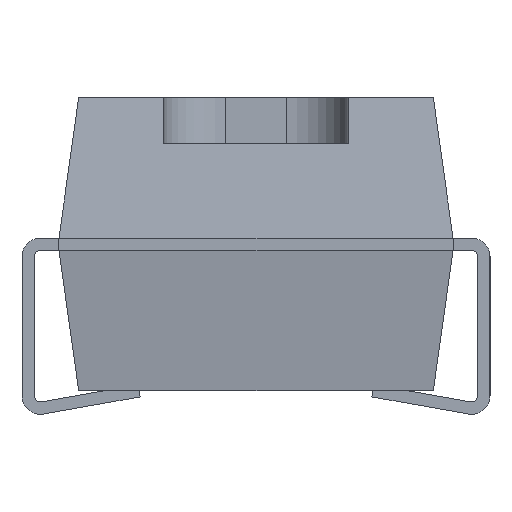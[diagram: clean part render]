
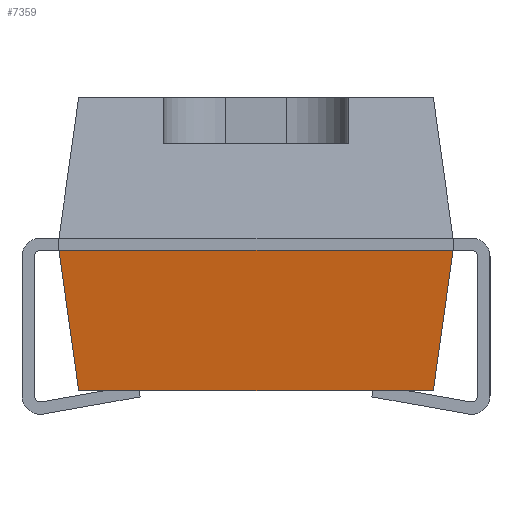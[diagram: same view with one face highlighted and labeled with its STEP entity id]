
A CAD part, left-side view. The second image highlights one B-rep face of the part: STEP entity #7359.
In plain terms, the highlighted planar face has unit normal (-0.99, 0, -0.139).
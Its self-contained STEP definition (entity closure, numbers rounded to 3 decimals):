
#6118 = PLANE('',#6119);
#6119 = AXIS2_PLACEMENT_3D('',#6120,#6121,#6122);
#6120 = CARTESIAN_POINT('',(-4.,1.505,1.33));
#6121 = DIRECTION('',(0.,0.99,-0.139)
  );
#6122 = DIRECTION('',(0.,0.139,0.99)
  );
#6184 = PLANE('',#6185);
#6185 = AXIS2_PLACEMENT_3D('',#6186,#6187,#6188);
#6186 = CARTESIAN_POINT('',(4.,-1.695,1.33));
#6187 = DIRECTION('',(0.,-0.99,-0.139)
  );
#6188 = DIRECTION('',(0.,0.139,-0.99)
  );
#6307 = VERTEX_POINT('',#6308);
#6308 = CARTESIAN_POINT('',(-4.,1.505,1.33));
#6343 = PLANE('',#6344);
#6344 = AXIS2_PLACEMENT_3D('',#6345,#6346,#6347);
#6345 = CARTESIAN_POINT('',(-4.,-1.695,1.43));
#6346 = DIRECTION('',(1.,0.,0.));
#6347 = DIRECTION('',(0.,1.,0.));
#6359 = VERTEX_POINT('',#6360);
#6360 = CARTESIAN_POINT('',(-4.,-1.695,1.33));
#6654 = EDGE_CURVE('',#6307,#6359,#6655,.T.);
#6655 = SURFACE_CURVE('',#6656,(#6660,#6667),.PCURVE_S1.);
#6656 = LINE('',#6657,#6658);
#6657 = CARTESIAN_POINT('',(-4.,-1.695,1.33));
#6658 = VECTOR('',#6659,1.);
#6659 = DIRECTION('',(0.,-1.,0.));
#6660 = PCURVE('',#6343,#6661);
#6661 = DEFINITIONAL_REPRESENTATION('',(#6662),#6666);
#6662 = LINE('',#6663,#6664);
#6663 = CARTESIAN_POINT('',(-0.,-0.1));
#6664 = VECTOR('',#6665,1.);
#6665 = DIRECTION('',(-1.,0.));
#6666 = ( GEOMETRIC_REPRESENTATION_CONTEXT(2) 
PARAMETRIC_REPRESENTATION_CONTEXT() REPRESENTATION_CONTEXT('2D SPACE',''
  ) );
#6667 = PCURVE('',#6668,#6673);
#6668 = PLANE('',#6669);
#6669 = AXIS2_PLACEMENT_3D('',#6670,#6671,#6672);
#6670 = CARTESIAN_POINT('',(-4.,-1.695,1.33));
#6671 = DIRECTION('',(-0.99,0.,-0.139
    ));
#6672 = DIRECTION('',(0.139,0.,-0.99)
  );
#6673 = DEFINITIONAL_REPRESENTATION('',(#6674),#6678);
#6674 = LINE('',#6675,#6676);
#6675 = CARTESIAN_POINT('',(0.,0.));
#6676 = VECTOR('',#6677,1.);
#6677 = DIRECTION('',(0.,1.));
#6678 = ( GEOMETRIC_REPRESENTATION_CONTEXT(2) 
PARAMETRIC_REPRESENTATION_CONTEXT() REPRESENTATION_CONTEXT('2D SPACE',''
  ) );
#7106 = VERTEX_POINT('',#7107);
#7107 = CARTESIAN_POINT('',(-3.84,1.345,
    0.19));
#7121 = PLANE('',#7122);
#7122 = AXIS2_PLACEMENT_3D('',#7123,#7124,#7125);
#7123 = CARTESIAN_POINT('',(0.,-0.095,0.19));
#7124 = DIRECTION('',(0.,0.,-1.));
#7125 = DIRECTION('',(0.,1.,0.));
#7133 = EDGE_CURVE('',#7106,#6307,#7134,.T.);
#7134 = SURFACE_CURVE('',#7135,(#7139,#7146),.PCURVE_S1.);
#7135 = LINE('',#7136,#7137);
#7136 = CARTESIAN_POINT('',(-4.,1.505,1.33));
#7137 = VECTOR('',#7138,1.);
#7138 = DIRECTION('',(-0.138,0.138,0.981));
#7139 = PCURVE('',#6118,#7140);
#7140 = DEFINITIONAL_REPRESENTATION('',(#7141),#7145);
#7141 = LINE('',#7142,#7143);
#7142 = CARTESIAN_POINT('',(0.,0.));
#7143 = VECTOR('',#7144,1.);
#7144 = DIRECTION('',(0.99,-0.138));
#7145 = ( GEOMETRIC_REPRESENTATION_CONTEXT(2) 
PARAMETRIC_REPRESENTATION_CONTEXT() REPRESENTATION_CONTEXT('2D SPACE',''
  ) );
#7146 = PCURVE('',#6668,#7147);
#7147 = DEFINITIONAL_REPRESENTATION('',(#7148),#7152);
#7148 = LINE('',#7149,#7150);
#7149 = CARTESIAN_POINT('',(0.,-3.2));
#7150 = VECTOR('',#7151,1.);
#7151 = DIRECTION('',(-0.99,-0.138));
#7152 = ( GEOMETRIC_REPRESENTATION_CONTEXT(2) 
PARAMETRIC_REPRESENTATION_CONTEXT() REPRESENTATION_CONTEXT('2D SPACE',''
  ) );
#7261 = EDGE_CURVE('',#7262,#6359,#7264,.T.);
#7262 = VERTEX_POINT('',#7263);
#7263 = CARTESIAN_POINT('',(-3.84,-1.535,
    0.19));
#7264 = SURFACE_CURVE('',#7265,(#7269,#7276),.PCURVE_S1.);
#7265 = LINE('',#7266,#7267);
#7266 = CARTESIAN_POINT('',(-4.,-1.695,1.33));
#7267 = VECTOR('',#7268,1.);
#7268 = DIRECTION('',(-0.138,-0.138,0.981));
#7269 = PCURVE('',#6184,#7270);
#7270 = DEFINITIONAL_REPRESENTATION('',(#7271),#7275);
#7271 = LINE('',#7272,#7273);
#7272 = CARTESIAN_POINT('',(0.,-8.));
#7273 = VECTOR('',#7274,1.);
#7274 = DIRECTION('',(-0.99,-0.138));
#7275 = ( GEOMETRIC_REPRESENTATION_CONTEXT(2) 
PARAMETRIC_REPRESENTATION_CONTEXT() REPRESENTATION_CONTEXT('2D SPACE',''
  ) );
#7276 = PCURVE('',#6668,#7277);
#7277 = DEFINITIONAL_REPRESENTATION('',(#7278),#7282);
#7278 = LINE('',#7279,#7280);
#7279 = CARTESIAN_POINT('',(0.,0.));
#7280 = VECTOR('',#7281,1.);
#7281 = DIRECTION('',(-0.99,0.138));
#7282 = ( GEOMETRIC_REPRESENTATION_CONTEXT(2) 
PARAMETRIC_REPRESENTATION_CONTEXT() REPRESENTATION_CONTEXT('2D SPACE',''
  ) );
#7359 = ADVANCED_FACE('',(#7360),#6668,.T.);
#7360 = FACE_BOUND('',#7361,.T.);
#7361 = EDGE_LOOP('',(#7362,#7363,#7364,#7385));
#7362 = ORIENTED_EDGE('',*,*,#6654,.F.);
#7363 = ORIENTED_EDGE('',*,*,#7133,.F.);
#7364 = ORIENTED_EDGE('',*,*,#7365,.F.);
#7365 = EDGE_CURVE('',#7262,#7106,#7366,.T.);
#7366 = SURFACE_CURVE('',#7367,(#7371,#7378),.PCURVE_S1.);
#7367 = LINE('',#7368,#7369);
#7368 = CARTESIAN_POINT('',(-3.84,-1.695,
    0.19));
#7369 = VECTOR('',#7370,1.);
#7370 = DIRECTION('',(0.,1.,0.));
#7371 = PCURVE('',#6668,#7372);
#7372 = DEFINITIONAL_REPRESENTATION('',(#7373),#7377);
#7373 = LINE('',#7374,#7375);
#7374 = CARTESIAN_POINT('',(1.151,0.));
#7375 = VECTOR('',#7376,1.);
#7376 = DIRECTION('',(0.,-1.));
#7377 = ( GEOMETRIC_REPRESENTATION_CONTEXT(2) 
PARAMETRIC_REPRESENTATION_CONTEXT() REPRESENTATION_CONTEXT('2D SPACE',''
  ) );
#7378 = PCURVE('',#7121,#7379);
#7379 = DEFINITIONAL_REPRESENTATION('',(#7380),#7384);
#7380 = LINE('',#7381,#7382);
#7381 = CARTESIAN_POINT('',(-1.6,-3.84));
#7382 = VECTOR('',#7383,1.);
#7383 = DIRECTION('',(1.,0.));
#7384 = ( GEOMETRIC_REPRESENTATION_CONTEXT(2) 
PARAMETRIC_REPRESENTATION_CONTEXT() REPRESENTATION_CONTEXT('2D SPACE',''
  ) );
#7385 = ORIENTED_EDGE('',*,*,#7261,.T.);
